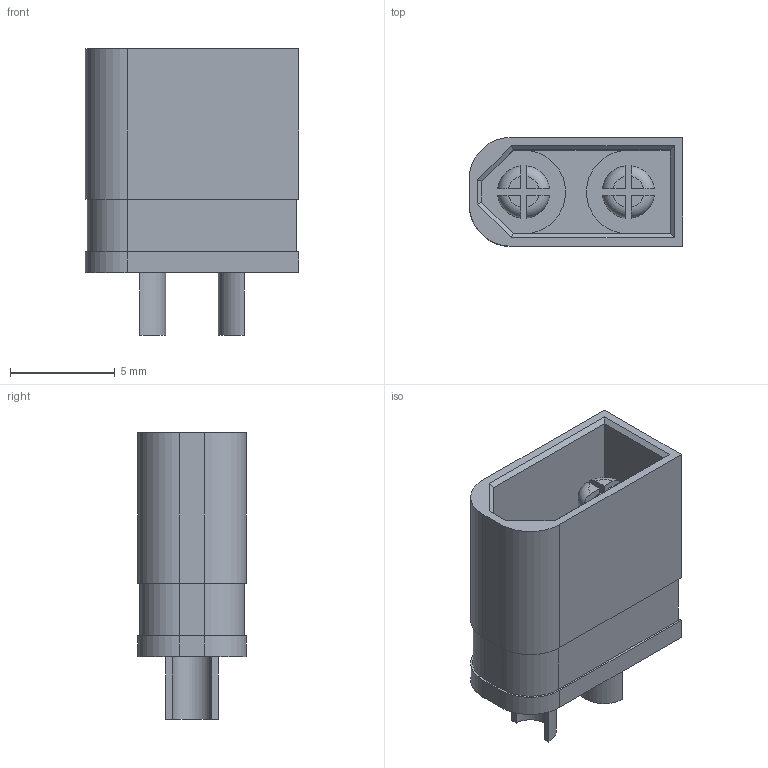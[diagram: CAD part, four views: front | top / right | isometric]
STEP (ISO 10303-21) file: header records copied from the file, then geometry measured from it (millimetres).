
FILE_DESCRIPTION (( 'STEP AP214' ), '1' );
FILE_NAME ('CONN-TH_XT30U-M.STEP', '2022-03-25T00:19:24', ( '' ), ( '' ), 'SwSTEP 2.0', 'SolidWorks 2020', '' );
FILE_SCHEMA (( 'AUTOMOTIVE_DESIGN' ));
Length unit declared in the file: millimetre
Products named in the file (1): CONN-TH_XT30U-M
Bounding box: 10.2 x 5.2 x 13.7 mm (x, y, z)
Volume: 304.8 mm3; surface area: 875.3 mm2
Topology: 1 solids, 1 shells, 157 faces, 393 edges, 260 vertices
Faces by surface type: plane 108, cylinder 27, bspline 14, torus 8
Entity records: 7150 total; most frequent: CARTESIAN_POINT 1689, ORIENTED_EDGE 786, DIRECTION 699, EDGE_CURVE 393, LINE 287, VECTOR 287, VERTEX_POINT 260, AXIS2_PLACEMENT_3D 206
